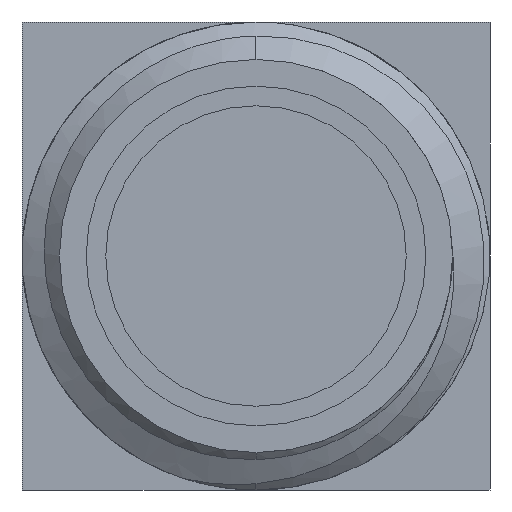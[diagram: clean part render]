
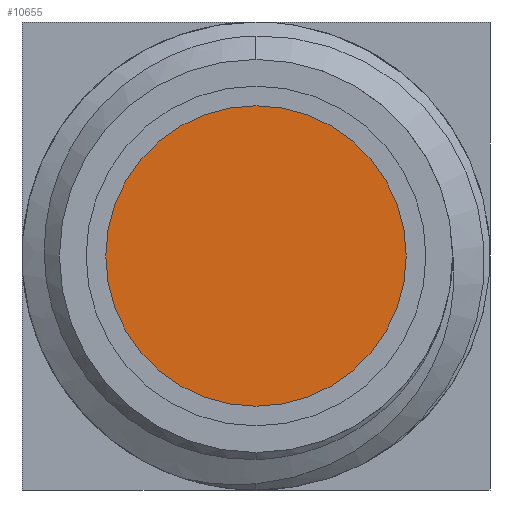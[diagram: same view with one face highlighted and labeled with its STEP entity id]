
A CAD part, left-side view. The second image highlights one B-rep face of the part: STEP entity #10655.
In plain terms, the highlighted planar face has unit normal (-1, 0, 0).
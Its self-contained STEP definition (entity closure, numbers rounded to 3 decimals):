
#7042 = VERTEX_POINT('',#7043);
#7043 = CARTESIAN_POINT('',(6.55,0.,-2.038));
#7050 = CYLINDRICAL_SURFACE('',#7051,2.038);
#7051 = AXIS2_PLACEMENT_3D('',#7052,#7053,#7054);
#7052 = CARTESIAN_POINT('',(1.93,0.,0.));
#7053 = DIRECTION('',(1.,-0.,0.));
#7054 = DIRECTION('',(0.,0.,-1.));
#7062 = CYLINDRICAL_SURFACE('',#7063,2.038);
#7063 = AXIS2_PLACEMENT_3D('',#7064,#7065,#7066);
#7064 = CARTESIAN_POINT('',(1.93,0.,0.));
#7065 = DIRECTION('',(1.,-0.,0.));
#7066 = DIRECTION('',(0.,0.,-1.));
#7074 = EDGE_CURVE('',#7075,#7042,#7077,.T.);
#7075 = VERTEX_POINT('',#7076);
#7076 = CARTESIAN_POINT('',(6.55,0.,2.038));
#7077 = SURFACE_CURVE('',#7078,(#7083,#7090),.PCURVE_S1.);
#7078 = CIRCLE('',#7079,2.038);
#7079 = AXIS2_PLACEMENT_3D('',#7080,#7081,#7082);
#7080 = CARTESIAN_POINT('',(6.55,0.,0.));
#7081 = DIRECTION('',(1.,0.,0.));
#7082 = DIRECTION('',(0.,0.,-1.));
#7083 = PCURVE('',#7050,#7084);
#7084 = DEFINITIONAL_REPRESENTATION('',(#7085),#7089);
#7085 = LINE('',#7086,#7087);
#7086 = CARTESIAN_POINT('',(0.,4.62));
#7087 = VECTOR('',#7088,1.);
#7088 = DIRECTION('',(1.,0.));
#7089 = ( GEOMETRIC_REPRESENTATION_CONTEXT(2) 
PARAMETRIC_REPRESENTATION_CONTEXT() REPRESENTATION_CONTEXT('2D SPACE',''
  ) );
#7090 = PCURVE('',#7091,#7096);
#7091 = PLANE('',#7092);
#7092 = AXIS2_PLACEMENT_3D('',#7093,#7094,#7095);
#7093 = CARTESIAN_POINT('',(6.55,0.,0.));
#7094 = DIRECTION('',(-1.,0.,-0.));
#7095 = DIRECTION('',(0.,0.,1.));
#7096 = DEFINITIONAL_REPRESENTATION('',(#7097),#7105);
#7097 = ( BOUNDED_CURVE() B_SPLINE_CURVE(2,(#7098,#7099,#7100,#7101,
#7102,#7103,#7104),.UNSPECIFIED.,.T.,.F.) B_SPLINE_CURVE_WITH_KNOTS((1,2
    ,2,2,2,1),(-2.094,0.,2.094,4.189,
6.283,8.378),.UNSPECIFIED.) CURVE() 
GEOMETRIC_REPRESENTATION_ITEM() RATIONAL_B_SPLINE_CURVE((1.,0.5,1.,0.5,
1.,0.5,1.)) REPRESENTATION_ITEM('') );
#7098 = CARTESIAN_POINT('',(-2.038,0.));
#7099 = CARTESIAN_POINT('',(-2.038,3.531));
#7100 = CARTESIAN_POINT('',(1.019,1.765));
#7101 = CARTESIAN_POINT('',(4.077,0.));
#7102 = CARTESIAN_POINT('',(1.019,-1.765));
#7103 = CARTESIAN_POINT('',(-2.038,-3.531));
#7104 = CARTESIAN_POINT('',(-2.038,0.));
#7105 = ( GEOMETRIC_REPRESENTATION_CONTEXT(2) 
PARAMETRIC_REPRESENTATION_CONTEXT() REPRESENTATION_CONTEXT('2D SPACE',''
  ) );
#7527 = EDGE_CURVE('',#7042,#7075,#7528,.T.);
#7528 = SURFACE_CURVE('',#7529,(#7534,#7541),.PCURVE_S1.);
#7529 = CIRCLE('',#7530,2.038);
#7530 = AXIS2_PLACEMENT_3D('',#7531,#7532,#7533);
#7531 = CARTESIAN_POINT('',(6.55,0.,0.));
#7532 = DIRECTION('',(1.,0.,0.));
#7533 = DIRECTION('',(0.,0.,-1.));
#7534 = PCURVE('',#7062,#7535);
#7535 = DEFINITIONAL_REPRESENTATION('',(#7536),#7540);
#7536 = LINE('',#7537,#7538);
#7537 = CARTESIAN_POINT('',(0.,4.62));
#7538 = VECTOR('',#7539,1.);
#7539 = DIRECTION('',(1.,0.));
#7540 = ( GEOMETRIC_REPRESENTATION_CONTEXT(2) 
PARAMETRIC_REPRESENTATION_CONTEXT() REPRESENTATION_CONTEXT('2D SPACE',''
  ) );
#7541 = PCURVE('',#7091,#7542);
#7542 = DEFINITIONAL_REPRESENTATION('',(#7543),#7551);
#7543 = ( BOUNDED_CURVE() B_SPLINE_CURVE(2,(#7544,#7545,#7546,#7547,
#7548,#7549,#7550),.UNSPECIFIED.,.T.,.F.) B_SPLINE_CURVE_WITH_KNOTS((1,2
    ,2,2,2,1),(-2.094,0.,2.094,4.189,
6.283,8.378),.UNSPECIFIED.) CURVE() 
GEOMETRIC_REPRESENTATION_ITEM() RATIONAL_B_SPLINE_CURVE((1.,0.5,1.,0.5,
1.,0.5,1.)) REPRESENTATION_ITEM('') );
#7544 = CARTESIAN_POINT('',(-2.038,0.));
#7545 = CARTESIAN_POINT('',(-2.038,3.531));
#7546 = CARTESIAN_POINT('',(1.019,1.765));
#7547 = CARTESIAN_POINT('',(4.077,0.));
#7548 = CARTESIAN_POINT('',(1.019,-1.765));
#7549 = CARTESIAN_POINT('',(-2.038,-3.531));
#7550 = CARTESIAN_POINT('',(-2.038,0.));
#7551 = ( GEOMETRIC_REPRESENTATION_CONTEXT(2) 
PARAMETRIC_REPRESENTATION_CONTEXT() REPRESENTATION_CONTEXT('2D SPACE',''
  ) );
#10655 = ADVANCED_FACE('',(#10656),#7091,.T.);
#10656 = FACE_BOUND('',#10657,.T.);
#10657 = EDGE_LOOP('',(#10658,#10659));
#10658 = ORIENTED_EDGE('',*,*,#7527,.F.);
#10659 = ORIENTED_EDGE('',*,*,#7074,.F.);
